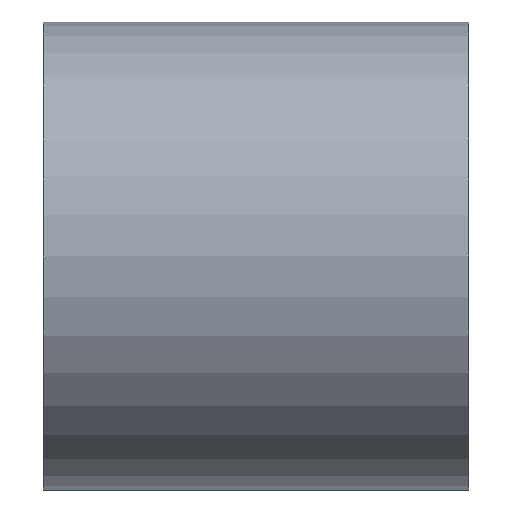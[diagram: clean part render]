
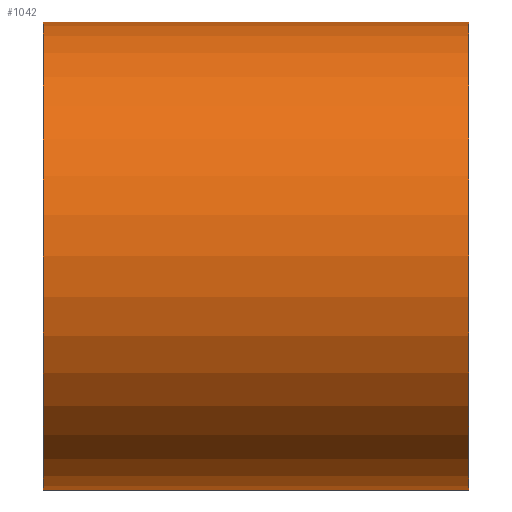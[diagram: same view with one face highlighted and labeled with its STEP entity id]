
A CAD part, left-side view. The second image highlights one B-rep face of the part: STEP entity #1042.
In plain terms, the highlighted cylindrical face has radius 11 mm (diameter 22 mm), a partial arc.
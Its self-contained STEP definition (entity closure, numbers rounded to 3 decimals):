
#52 = DIRECTION ( 'NONE',  ( 1., 0., 0. ) ) ;
#53 = CARTESIAN_POINT ( 'NONE',  ( 0., 10., 0. ) ) ;
#58 = DIRECTION ( 'NONE',  ( 0., -1., 0. ) ) ;
#70 = EDGE_CURVE ( 'NONE', #975, #976, #700, .T. ) ;
#71 = EDGE_CURVE ( 'NONE', #969, #972, #702, .T. ) ;
#94 = EDGE_CURVE ( 'NONE', #976, #969, #998, .T. ) ;
#97 = EDGE_CURVE ( 'NONE', #975, #972, #999, .T. ) ;
#157 = VECTOR ( 'NONE', #1143, 1000. ) ;
#190 = FACE_OUTER_BOUND ( 'NONE', #939, .T. ) ;
#191 = CYLINDRICAL_SURFACE ( 'NONE', #729, 11. ) ;
#293 = CARTESIAN_POINT ( 'NONE',  ( 0., 10., 11. ) ) ;
#296 = CARTESIAN_POINT ( 'NONE',  ( 0., 10., -11. ) ) ;
#299 = CARTESIAN_POINT ( 'NONE',  ( 0., -10., -11. ) ) ;
#300 = CARTESIAN_POINT ( 'NONE',  ( 0., -10., 11. ) ) ;
#361 = CARTESIAN_POINT ( 'NONE',  ( 0., 13.586, 0. ) ) ;
#362 = DIRECTION ( 'NONE',  ( 0., 1., 0. ) ) ;
#363 = DIRECTION ( 'NONE',  ( 0., 0., 1. ) ) ;
#600 = VECTOR ( 'NONE', #1151, 1000. ) ;
#700 = CIRCLE ( 'NONE', #701, 11. ) ;
#701 = AXIS2_PLACEMENT_3D ( 'NONE', #1397, #1396, #1395 ) ;
#702 = CIRCLE ( 'NONE', #703, 11. ) ;
#703 = AXIS2_PLACEMENT_3D ( 'NONE', #53, #58, #52 ) ;
#729 = AXIS2_PLACEMENT_3D ( 'NONE', #361, #362, #363 ) ;
#732 = ORIENTED_EDGE ( 'NONE', *, *, #97, .F. ) ;
#734 = ORIENTED_EDGE ( 'NONE', *, *, #71, .T. ) ;
#738 = ORIENTED_EDGE ( 'NONE', *, *, #94, .T. ) ;
#939 = EDGE_LOOP ( 'NONE', ( #732, #1373, #738, #734 ) ) ;
#969 = VERTEX_POINT ( 'NONE', #293 ) ;
#972 = VERTEX_POINT ( 'NONE', #296 ) ;
#975 = VERTEX_POINT ( 'NONE', #299 ) ;
#976 = VERTEX_POINT ( 'NONE', #300 ) ;
#998 = LINE ( 'NONE', #1142, #157 ) ;
#999 = LINE ( 'NONE', #1150, #600 ) ;
#1042 = ADVANCED_FACE ( 'NONE', ( #190 ), #191, .T. ) ;
#1142 = CARTESIAN_POINT ( 'NONE',  ( 0., 13.586, 11. ) ) ;
#1143 = DIRECTION ( 'NONE',  ( 0., 1., 0. ) ) ;
#1150 = CARTESIAN_POINT ( 'NONE',  ( 0., 13.586, -11. ) ) ;
#1151 = DIRECTION ( 'NONE',  ( 0., 1., 0. ) ) ;
#1373 = ORIENTED_EDGE ( 'NONE', *, *, #70, .T. ) ;
#1395 = DIRECTION ( 'NONE',  ( -1., 0., 0. ) ) ;
#1396 = DIRECTION ( 'NONE',  ( 0., 1., 0. ) ) ;
#1397 = CARTESIAN_POINT ( 'NONE',  ( 0., -10., 0. ) ) ;
